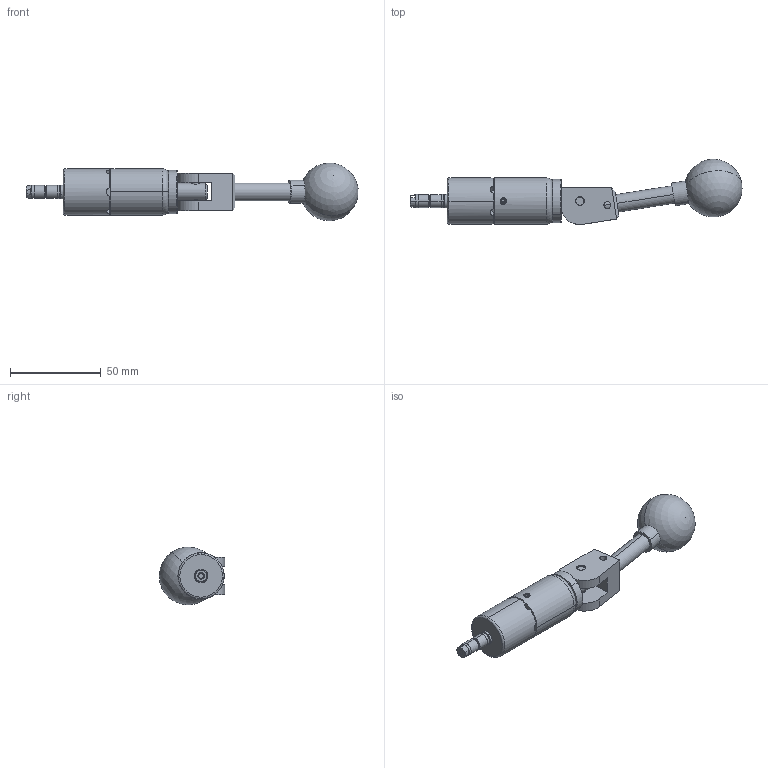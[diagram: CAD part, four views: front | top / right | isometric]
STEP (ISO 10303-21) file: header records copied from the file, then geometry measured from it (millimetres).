
FILE_DESCRIPTION (( 'STEP AP214' ), '1' );
FILE_NAME ('CTSC-003415.STEP', '2025-06-03T18:19:22', ( '' ), ( '' ), 'SwSTEP 2.0', 'SolidWorks 2023', '' );
FILE_SCHEMA (( 'AUTOMOTIVE_DESIGN' ));
Length unit declared in the file: inch
Products named in the file (1): CTSC-003415
Bounding box: 182.56 x 35.92 x 31.66 mm (x, y, z)
Volume: 60704.3 mm3; surface area: 18595.7 mm2
Topology: 11 solids, 11 shells, 264 faces, 647 edges, 408 vertices
Faces by surface type: plane 102, cylinder 101, cone 43, torus 13, bspline 3, sphere 2
Entity records: 12156 total; most frequent: CARTESIAN_POINT 2577, DIRECTION 1320, ORIENTED_EDGE 1264, EDGE_CURVE 632, AXIS2_PLACEMENT_3D 520, VERTEX_POINT 401, EDGE_LOOP 295, VECTOR 280
